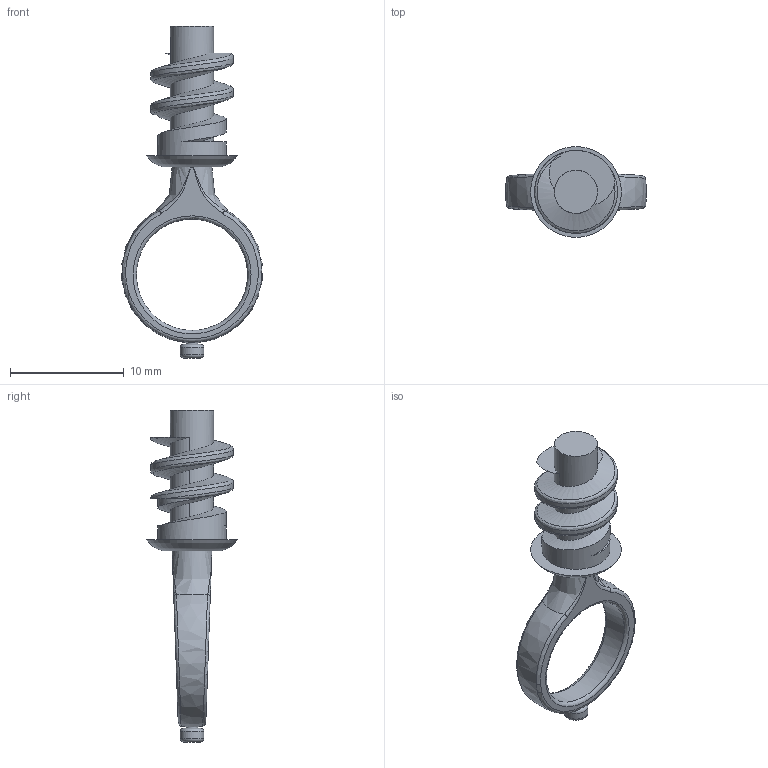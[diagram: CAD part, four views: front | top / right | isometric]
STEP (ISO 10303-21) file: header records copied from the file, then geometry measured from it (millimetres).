
FILE_DESCRIPTION(/* description */ ('STEP AP242 Edition 2','CAx-IF Rec.Pracs.---Representation and Presentation of Product Manufacturing Information (PMI)---4.0---2014-10-13','CAx-IF Rec.Pracs.---3D Tessellated Geometry---0.4---2014-09-14','2;1','CAx-IF Rec.Pracs.---User Defined Attributes---1.5---2016-08-15'),/* implementation_level */ '2;1');
FILE_NAME(/* name */ '696a16985c4b1ef48cc41181',/* time_stamp */ '2026-01-16T10:44:41Z',/* author */ (''),/* organization */ (''),/* preprocessor_version */ 'ST-DEVELOPER v20',/* originating_system */ 'ONSHAPE BY PTC INC, 1.209',/* authorisation */ ' ');
FILE_SCHEMA (('AP242_MANAGED_MODEL_BASED_3D_ENGINEERING_MIM_LF { 1 0 10303 442 3 1 4 }'));
Length unit declared in the file: metre
Products named in the file (1): clock
Bounding box: 12.42 x 8 x 29.23 mm (x, y, z)
Volume: 444.4 mm3; surface area: 699.6 mm2
Topology: 1 solids, 1 shells, 38 faces, 96 edges, 63 vertices
Faces by surface type: cylinder 12, bspline 10, plane 10, torus 5, sphere 1
Full cylindrical faces by diameter (mm): 1 x1, 2.1 x1, 3.8 x3, 6 x1, 9.8 x1
Entity records: 2130 total; most frequent: CARTESIAN_POINT 1465, ORIENTED_EDGE 136, DIRECTION 110, EDGE_CURVE 68, AXIS2_PLACEMENT_3D 55, VERTEX_POINT 50, EDGE_LOOP 50, FACE_BOUND 50
